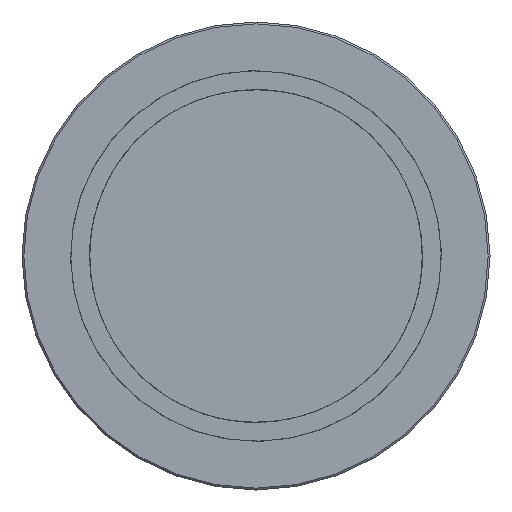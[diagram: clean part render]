
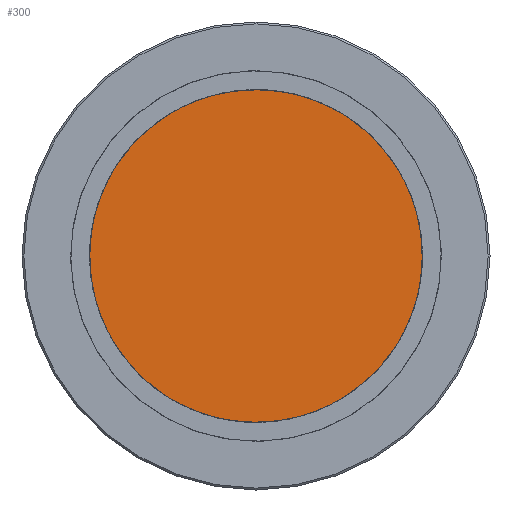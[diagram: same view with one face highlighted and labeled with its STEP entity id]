
A CAD part, front view. The second image highlights one B-rep face of the part: STEP entity #300.
In plain terms, the highlighted face is planar.
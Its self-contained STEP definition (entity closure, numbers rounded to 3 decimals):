
#50=PLANE('',#414);
#74=FACE_OUTER_BOUND('',#97,.T.);
#97=EDGE_LOOP('',(#270));
#144=CIRCLE('',#411,8.9);
#169=VERTEX_POINT('',#603);
#202=EDGE_CURVE('',#169,#169,#144,.T.);
#270=ORIENTED_EDGE('',*,*,#202,.T.);
#300=ADVANCED_FACE('',(#74),#50,.T.);
#411=AXIS2_PLACEMENT_3D('',#604,#506,#507);
#414=AXIS2_PLACEMENT_3D('',#609,#513,#514);
#506=DIRECTION('center_axis',(0.,0.,1.));
#507=DIRECTION('ref_axis',(-1.,0.,0.));
#513=DIRECTION('center_axis',(0.,0.,1.));
#514=DIRECTION('ref_axis',(1.,0.,0.));
#603=CARTESIAN_POINT('',(8.9,0.,3.));
#604=CARTESIAN_POINT('Origin',(0.,0.,3.));
#609=CARTESIAN_POINT('Origin',(0.,0.,3.));
